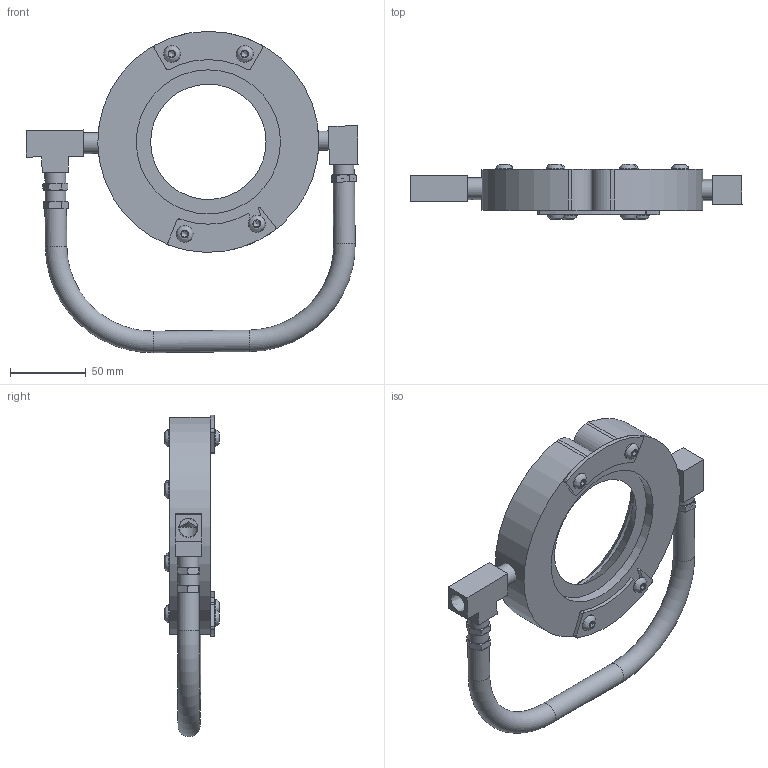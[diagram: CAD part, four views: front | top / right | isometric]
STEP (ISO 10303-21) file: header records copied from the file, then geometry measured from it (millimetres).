
FILE_DESCRIPTION((''),'2;1');
FILE_NAME('2433-3D.stp','2010-06-03T15:58:45',('michael witt'),(''),'Autodesk Inventor 2010','Autodesk Inventor 2010','');
FILE_SCHEMA(('AUTOMOTIVE_DESIGN { 1 0 10303 214 1 1 1 1 }'));
Length unit declared in the file: inch
Products named in the file (21): Assembly4; Part128; Part130; Part132; Part134; Part136; Part138; Part140; Part142; Part144; Part146; Part148; Part150; Part152; Part154; Part156; Part158; Part160; Part162; Part164; Part166
Assembly tree (20 placements, depth 2):
  Assembly4
    Part128
    Part130
    Part132
    Part134
    Part136
    Part138
    Part140
    Part142
    Part144
    Part146
    Part148
    Part150
    Part152
    Part154
    Part156
    Part158
    Part160
    Part162
    Part164
    Part166
Bounding box: 219.32 x 36.37 x 212.26 mm (x, y, z)
Volume: 355874.4 mm3; surface area: 83024.5 mm2
Topology: 20 solids, 20 shells, 293 faces, 653 edges, 422 vertices
Faces by surface type: plane 179, cylinder 62, cone 26, bspline 24, torus 2
Full cylindrical faces by diameter (mm): 5.08 x2, 6.35 x12, 7.112 x3, 11.1 x12, 12.7 x2, 13.708 x4, 13.716 x1, 14.224 x3, 95.25 x1, 97.612 x1
Entity records: 9360 total; most frequent: CARTESIAN_POINT 2977, DIRECTION 1205, ORIENTED_EDGE 1068, EDGE_CURVE 534, AXIS2_PLACEMENT_3D 471, EDGE_LOOP 419, VERTEX_POINT 395, FACE_OUTER_BOUND 293
